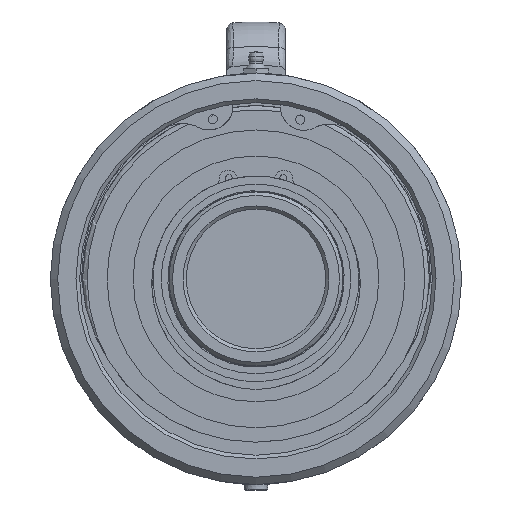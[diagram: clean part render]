
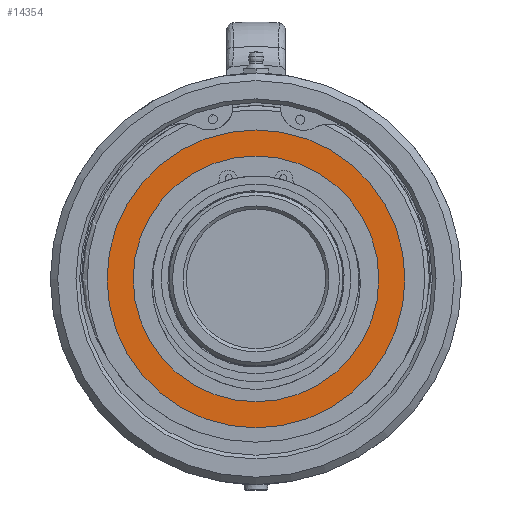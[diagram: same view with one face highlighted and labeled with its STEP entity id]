
A CAD part, left-side view. The second image highlights one B-rep face of the part: STEP entity #14354.
In plain terms, the highlighted planar face has unit normal (-1, 0, 0).
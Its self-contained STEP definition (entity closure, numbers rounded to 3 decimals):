
#264=FACE_BOUND('',#2844,.T.);
#1205=PLANE('',#15816);
#1957=FACE_OUTER_BOUND('',#2843,.T.);
#2843=EDGE_LOOP('',(#12535,#12536));
#2844=EDGE_LOOP('',(#12537,#12538));
#3748=CIRCLE('',#15814,64.388);
#3749=CIRCLE('',#15815,64.388);
#3750=CIRCLE('',#15817,53.113);
#3751=CIRCLE('',#15818,53.113);
#6623=VERTEX_POINT('',#31280);
#6624=VERTEX_POINT('',#31282);
#6625=VERTEX_POINT('',#31286);
#6626=VERTEX_POINT('',#31287);
#8652=EDGE_CURVE('',#6623,#6624,#3748,.T.);
#8653=EDGE_CURVE('',#6624,#6623,#3749,.T.);
#8654=EDGE_CURVE('',#6625,#6626,#3750,.T.);
#8655=EDGE_CURVE('',#6626,#6625,#3751,.T.);
#12535=ORIENTED_EDGE('',*,*,#8653,.F.);
#12536=ORIENTED_EDGE('',*,*,#8652,.F.);
#12537=ORIENTED_EDGE('',*,*,#8654,.T.);
#12538=ORIENTED_EDGE('',*,*,#8655,.T.);
#14354=ADVANCED_FACE('',(#1957,#264),#1205,.T.);
#15814=AXIS2_PLACEMENT_3D('',#31283,#19412,#19413);
#15815=AXIS2_PLACEMENT_3D('',#31284,#19414,#19415);
#15816=AXIS2_PLACEMENT_3D('',#31285,#19416,#19417);
#15817=AXIS2_PLACEMENT_3D('',#31288,#19418,#19419);
#15818=AXIS2_PLACEMENT_3D('',#31289,#19420,#19421);
#19412=DIRECTION('center_axis',(1.,0.,0.));
#19413=DIRECTION('ref_axis',(0.,0.,1.));
#19414=DIRECTION('center_axis',(1.,0.,0.));
#19415=DIRECTION('ref_axis',(0.,0.,1.));
#19416=DIRECTION('center_axis',(-1.,0.,0.));
#19417=DIRECTION('ref_axis',(0.,-1.,0.));
#19418=DIRECTION('center_axis',(1.,0.,0.));
#19419=DIRECTION('ref_axis',(0.,0.,1.));
#19420=DIRECTION('center_axis',(1.,0.,0.));
#19421=DIRECTION('ref_axis',(0.,0.,1.));
#31280=CARTESIAN_POINT('',(-80.8,0.,-64.388));
#31282=CARTESIAN_POINT('',(-80.8,0.,64.388));
#31283=CARTESIAN_POINT('Origin',(-80.8,0.,0.));
#31284=CARTESIAN_POINT('Origin',(-80.8,0.,0.));
#31285=CARTESIAN_POINT('Origin',(-80.8,0.,58.75));
#31286=CARTESIAN_POINT('',(-80.8,0.,53.113));
#31287=CARTESIAN_POINT('',(-80.8,0.,-53.113));
#31288=CARTESIAN_POINT('Origin',(-80.8,0.,0.));
#31289=CARTESIAN_POINT('Origin',(-80.8,0.,0.));
